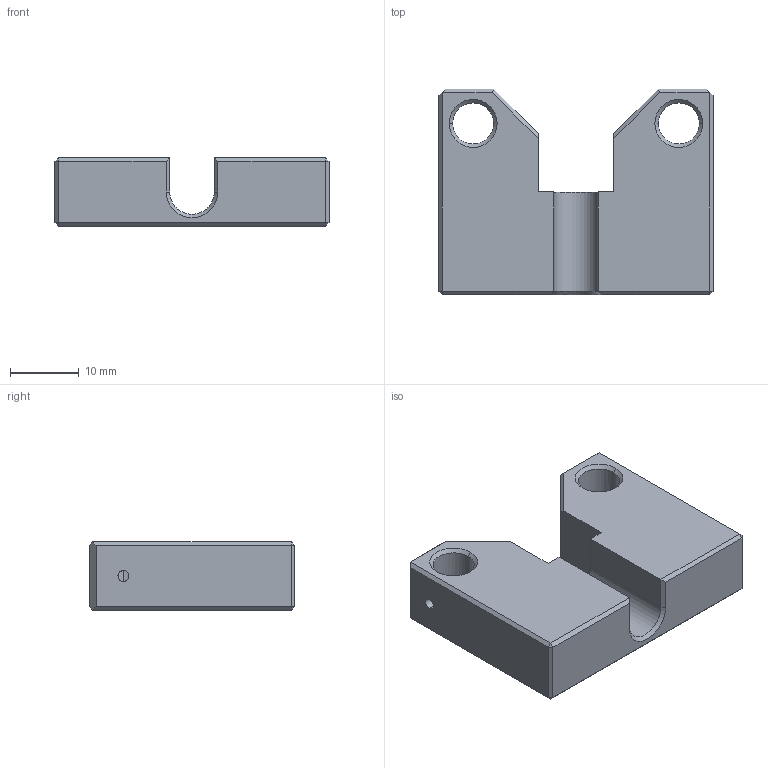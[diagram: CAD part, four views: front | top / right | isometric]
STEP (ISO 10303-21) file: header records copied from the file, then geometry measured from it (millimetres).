
FILE_DESCRIPTION (( 'STEP AP203' ), '1' );
FILE_NAME ('GCT-020111.STEP', '2017-07-25T03:22:20', ( 'Lxtx999.CoM' ), ( 'Lxtx999.CoM' ), 'SwSTEP 2.0', 'SolidWorks 2012', '' );
FILE_SCHEMA (( 'CONFIG_CONTROL_DESIGN' ));
Length unit declared in the file: millimetre
Products named in the file (1): GCT-020111
Bounding box: 40 x 30 x 10 mm (x, y, z)
Volume: 8560.9 mm3; surface area: 3870.4 mm2
Topology: 1 solids, 1 shells, 58 faces, 138 edges, 80 vertices
Faces by surface type: plane 40, cylinder 9, cone 9
Entity records: 1766 total; most frequent: CARTESIAN_POINT 341, ORIENTED_EDGE 276, DIRECTION 275, EDGE_CURVE 138, LINE 111, VECTOR 111, AXIS2_PLACEMENT_3D 82, VERTEX_POINT 80
